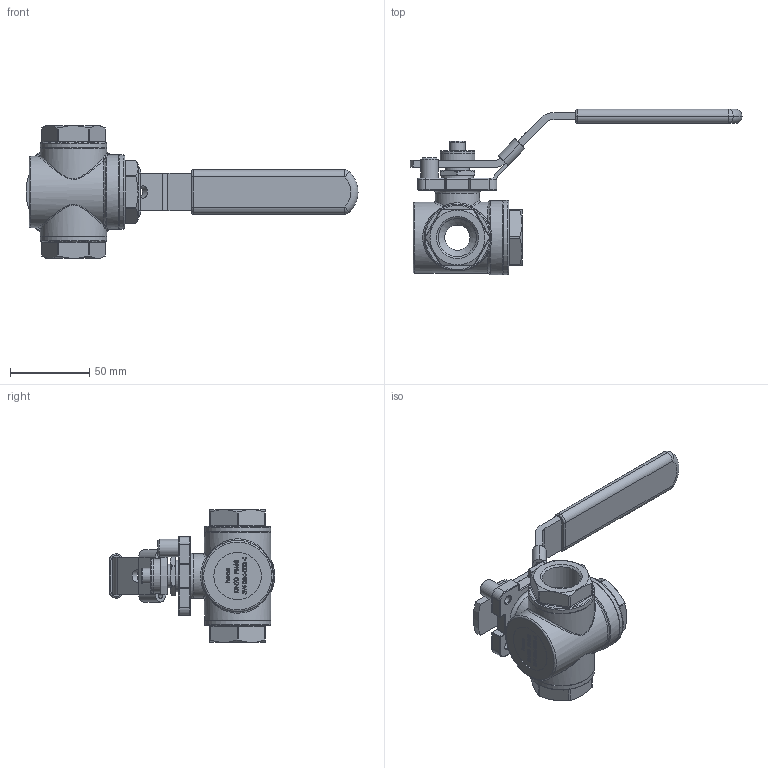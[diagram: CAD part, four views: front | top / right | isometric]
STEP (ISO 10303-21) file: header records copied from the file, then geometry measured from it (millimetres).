
FILE_DESCRIPTION (( 'STEP AP214' ), '1' );
FILE_NAME ('3W-034-000-4 3-Wege Kugelhahn heco step214.STEP', '2012-07-27T08:35:15', ( 'test' ), ( '' ), 'SwSTEP 2.0', 'SolidWorks 2011', '' );
FILE_SCHEMA (( 'AUTOMOTIVE_DESIGN' ));
Length unit declared in the file: millimetre
Products named in the file (1): 3W-034-000-4 3-Wege Kugelhahn heco step214
Bounding box: 210 x 104.7 x 84 mm (x, y, z)
Volume: 189350 mm3; surface area: 47155.5 mm2
Topology: 1 solids, 1 shells, 762 faces, 1925 edges, 1196 vertices
Faces by surface type: plane 273, bspline 231, cylinder 147, torus 59, cone 28, sphere 24
Full cylindrical faces by diameter (mm): 5 x4, 8 x1, 10 x1, 11 x1, 15 x1, 16 x2, 20 x1, 21.9 x1, 22 x1, 24.12 x3, 28 x1, 30 x1, 42 x4, 45 x1, 47 x2
Entity records: 43534 total; most frequent: CARTESIAN_POINT 18819, ORIENTED_EDGE 3662, DIRECTION 2738, EDGE_CURVE 1831, VERTEX_POINT 1180, AXIS2_PLACEMENT_3D 935, EDGE_LOOP 887, VECTOR 868
